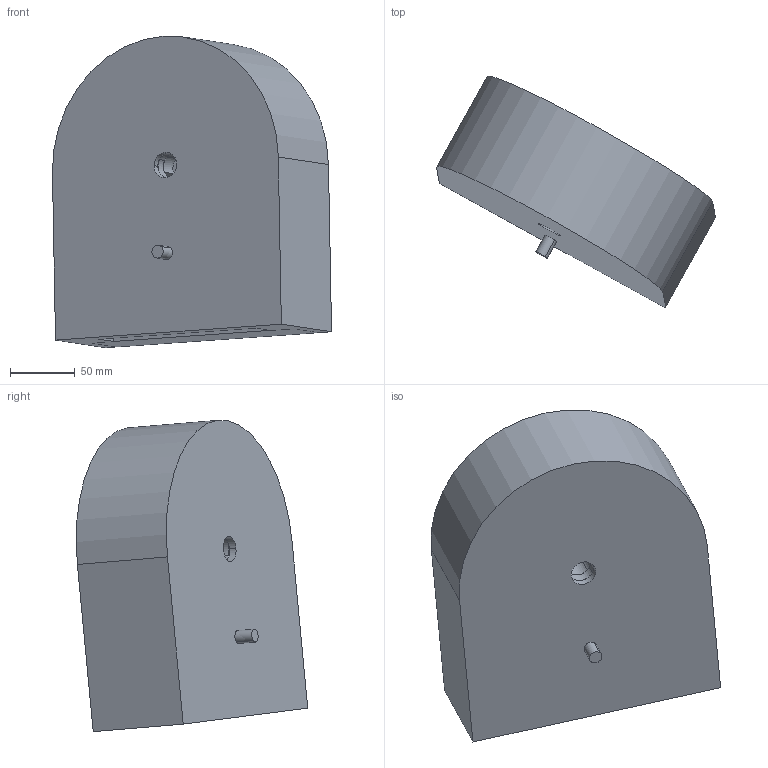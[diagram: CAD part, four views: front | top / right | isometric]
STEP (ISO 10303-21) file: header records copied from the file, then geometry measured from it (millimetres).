
FILE_DESCRIPTION (( 'STEP AP203' ), '1' );
FILE_NAME ('base ref.STEP', '2022-04-03T22:30:09', ( '' ), ( '' ), 'SwSTEP 2.0', 'SolidWorks 2021', '' );
FILE_SCHEMA (( 'CONFIG_CONTROL_DESIGN' ));
Length unit declared in the file: millimetre
Products named in the file (1): base ref
Bounding box: 216.02 x 179.22 x 240.98 mm (x, y, z)
Volume: 2270413.2 mm3; surface area: 371308.3 mm2
Topology: 10 solids, 10 shells, 509 faces, 1319 edges, 852 vertices
Faces by surface type: cylinder 368, plane 77, torus 64
Entity records: 16100 total; most frequent: DIRECTION 3219, CARTESIAN_POINT 2681, ORIENTED_EDGE 2638, AXIS2_PLACEMENT_3D 1390, EDGE_CURVE 1319, CIRCLE 880, VERTEX_POINT 852, EDGE_LOOP 563
